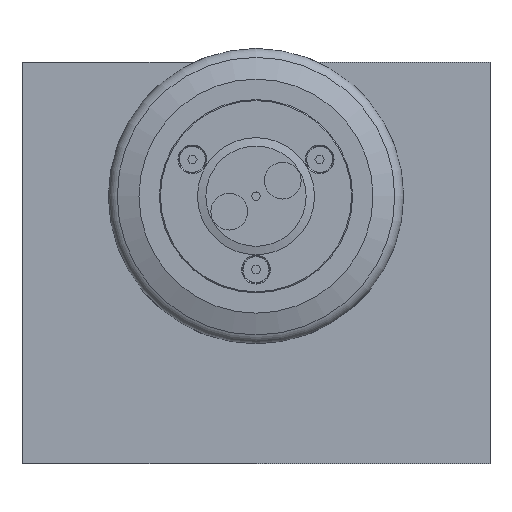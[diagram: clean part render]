
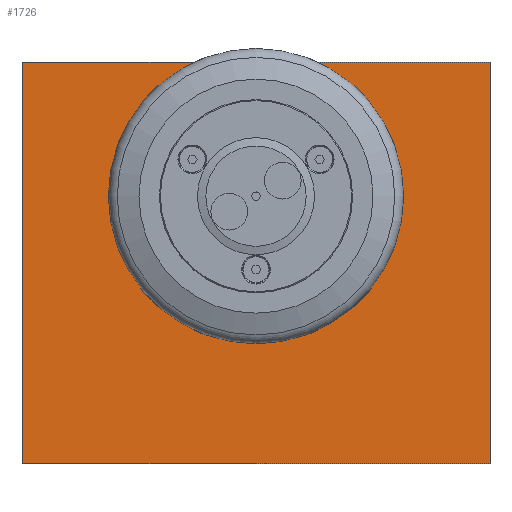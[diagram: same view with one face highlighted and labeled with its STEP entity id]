
A CAD part, front view. The second image highlights one B-rep face of the part: STEP entity #1726.
In plain terms, the highlighted planar face has unit normal (0, -1, 0).
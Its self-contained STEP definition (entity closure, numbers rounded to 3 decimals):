
#52=FACE_BOUND('',#379,.T.);
#134=CIRCLE('',#1896,29.);
#264=FACE_OUTER_BOUND('',#378,.T.);
#378=EDGE_LOOP('',(#1479,#1480,#1481,#1482));
#379=EDGE_LOOP('',(#1483));
#525=LINE('',#2963,#668);
#526=LINE('',#2965,#669);
#527=LINE('',#2967,#670);
#528=LINE('',#2968,#671);
#668=VECTOR('',#2386,10.);
#669=VECTOR('',#2387,10.);
#670=VECTOR('',#2388,10.);
#671=VECTOR('',#2389,10.);
#800=VERTEX_POINT('',#2868);
#831=VERTEX_POINT('',#2961);
#832=VERTEX_POINT('',#2962);
#833=VERTEX_POINT('',#2964);
#834=VERTEX_POINT('',#2966);
#1014=EDGE_CURVE('',#800,#800,#134,.T.);
#1059=EDGE_CURVE('',#831,#832,#525,.T.);
#1060=EDGE_CURVE('',#833,#832,#526,.T.);
#1061=EDGE_CURVE('',#834,#833,#527,.T.);
#1062=EDGE_CURVE('',#834,#831,#528,.T.);
#1479=ORIENTED_EDGE('',*,*,#1059,.T.);
#1480=ORIENTED_EDGE('',*,*,#1060,.F.);
#1481=ORIENTED_EDGE('',*,*,#1061,.F.);
#1482=ORIENTED_EDGE('',*,*,#1062,.T.);
#1483=ORIENTED_EDGE('',*,*,#1014,.T.);
#1638=PLANE('',#1918);
#1726=ADVANCED_FACE('',(#264,#52),#1638,.T.);
#1896=AXIS2_PLACEMENT_3D('',#2870,#2302,#2303);
#1918=AXIS2_PLACEMENT_3D('',#2960,#2384,#2385);
#2302=DIRECTION('center_axis',(0.,1.,0.));
#2303=DIRECTION('ref_axis',(-1.,0.,0.));
#2384=DIRECTION('center_axis',(0.,-1.,0.));
#2385=DIRECTION('ref_axis',(0.,0.,-1.));
#2386=DIRECTION('',(0.,0.,1.));
#2387=DIRECTION('',(1.,0.,0.));
#2388=DIRECTION('',(0.,0.,1.));
#2389=DIRECTION('',(1.,0.,0.));
#2868=CARTESIAN_POINT('',(99.,0.,80.));
#2870=CARTESIAN_POINT('Origin',(70.,0.,80.));
#2960=CARTESIAN_POINT('Origin',(0.,0.,0.));
#2961=CARTESIAN_POINT('',(140.,0.,0.));
#2962=CARTESIAN_POINT('',(140.,0.,120.));
#2963=CARTESIAN_POINT('',(140.,0.,0.));
#2964=CARTESIAN_POINT('',(0.,0.,120.));
#2965=CARTESIAN_POINT('',(0.,0.,120.));
#2966=CARTESIAN_POINT('',(0.,0.,0.));
#2967=CARTESIAN_POINT('',(0.,0.,0.));
#2968=CARTESIAN_POINT('',(0.,0.,0.));
